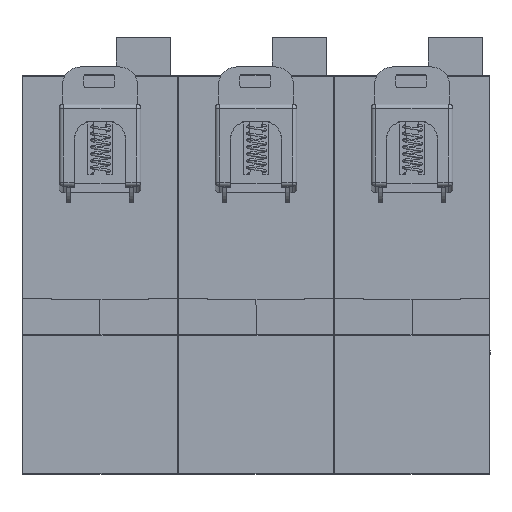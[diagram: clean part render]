
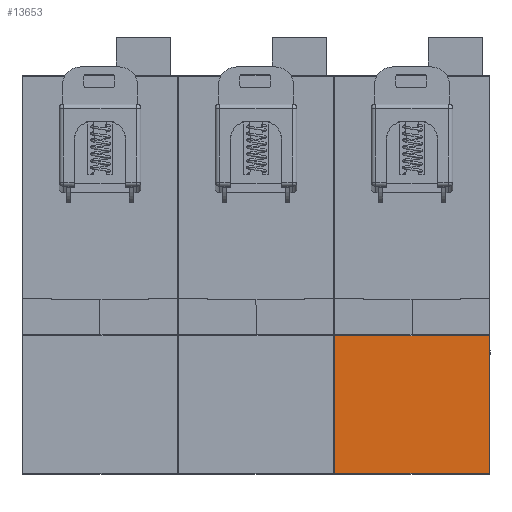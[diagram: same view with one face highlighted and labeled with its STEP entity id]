
A CAD part, top view. The second image highlights one B-rep face of the part: STEP entity #13653.
In plain terms, the highlighted planar face has unit normal (0, 0, 1).
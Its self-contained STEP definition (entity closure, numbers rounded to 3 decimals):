
#253 = VERTEX_POINT ( 'NONE', #25192 ) ;
#414 = EDGE_CURVE ( '����������� ������� Defeature2_90+����������� ������� Defeature2_104+����������� ������� Defeature2_45+����������� ������� Defeature2_103', #20619, #21874, #21613, .T. ) ;
#900 = EDGE_LOOP ( 'NONE', ( #3389, #9400, #3431, #19424, #4949 ) ) ;
#1254 = EDGE_CURVE ( '����������� ������� Defeature2_113+����������� ������� Defeature2_104+����������� ������� Defeature2_103+����������� ������� Defeature2_105', #21874, #21902, #17102, .T. ) ;
#1495 = PLANE ( 'NONE',  #5960 ) ;
#3068 = CARTESIAN_POINT ( 'NONE',  ( -17.513, -13.92, 33.257 ) ) ;
#3389 = ORIENTED_EDGE ( 'NONE', *, *, #15088, .F. ) ;
#3431 = ORIENTED_EDGE ( 'NONE', *, *, #414, .F. ) ;
#4053 = VECTOR ( 'NONE', #23356, 1000. ) ;
#4630 = CARTESIAN_POINT ( 'NONE',  ( 17.513, -45.292, 33.257 ) ) ;
#4949 = ORIENTED_EDGE ( 'NONE', *, *, #10907, .F. ) ;
#5960 = AXIS2_PLACEMENT_3D ( 'NONE', #15617, #9287, #11349 ) ;
#7946 = CARTESIAN_POINT ( 'NONE',  ( 17.513, -45.091, 33.257 ) ) ;
#8215 = EDGE_CURVE ( '����������� ������� Defeature2_89+����������� ������� Defeature2_104+����������� ������� Defeature2_47+����������� ������� Defeature2_45', #8865, #20619, #18211, .T. ) ;
#8865 = VERTEX_POINT ( 'NONE', #23940 ) ;
#9204 = DIRECTION ( 'NONE',  ( -1., 0., 0. ) ) ;
#9287 = DIRECTION ( 'NONE',  ( 0., 0., -1. ) ) ;
#9362 = CARTESIAN_POINT ( 'NONE',  ( -17.513, -45.091, 33.257 ) ) ;
#9400 = ORIENTED_EDGE ( 'NONE', *, *, #1254, .F. ) ;
#10209 = VECTOR ( 'NONE', #9204, 1000. ) ;
#10684 = VECTOR ( 'NONE', #18294, 1000. ) ;
#10907 = EDGE_CURVE ( '����������� ������� Defeature2_92+����������� ������� Defeature2_104+����������� ������� Defeature2_91+����������� ������� Defeature2_47', #253, #8865, #22391, .T. ) ;
#11349 = DIRECTION ( 'NONE',  ( -1., 0., 0. ) ) ;
#12715 = VECTOR ( 'NONE', #13149, 1000. ) ;
#13149 = DIRECTION ( 'NONE',  ( 0., 1., 0. ) ) ;
#13185 = CARTESIAN_POINT ( 'NONE',  ( -17.714, -45.091, 33.257 ) ) ;
#13653 = ADVANCED_FACE ( '����������� ������� Defeature2_104', ( #14912 ), #1495, .F. ) ;
#14912 = FACE_OUTER_BOUND ( 'NONE', #900, .T. ) ;
#15088 = EDGE_CURVE ( '����������� ������� Defeature2_91+����������� ������� Defeature2_104+����������� ������� Defeature2_105+����������� ������� Defeature2_92', #21902, #253, #16025, .T. ) ;
#15617 = CARTESIAN_POINT ( 'NONE',  ( -17.714, -45.292, 33.257 ) ) ;
#16025 = LINE ( 'NONE', #24297, #10684 ) ;
#16836 = DIRECTION ( 'NONE',  ( 0., -1., 0. ) ) ;
#17102 = LINE ( 'NONE', #25244, #12715 ) ;
#18211 = LINE ( 'NONE', #4630, #20772 ) ;
#18294 = DIRECTION ( 'NONE',  ( 1., 0.002, 0. ) ) ;
#19424 = ORIENTED_EDGE ( 'NONE', *, *, #8215, .F. ) ;
#20619 = VERTEX_POINT ( 'NONE', #7946 ) ;
#20772 = VECTOR ( 'NONE', #16836, 1000. ) ;
#21346 = CARTESIAN_POINT ( 'NONE',  ( 0., -13.89, 33.257 ) ) ;
#21613 = LINE ( 'NONE', #13185, #10209 ) ;
#21874 = VERTEX_POINT ( 'NONE', #9362 ) ;
#21902 = VERTEX_POINT ( 'NONE', #3068 ) ;
#22391 = LINE ( 'NONE', #21346, #4053 ) ;
#23356 = DIRECTION ( 'NONE',  ( 1., -0.002, 0. ) ) ;
#23940 = CARTESIAN_POINT ( 'NONE',  ( 17.513, -13.92, 33.257 ) ) ;
#24297 = CARTESIAN_POINT ( 'NONE',  ( -17.513, -13.92, 33.257 ) ) ;
#25192 = CARTESIAN_POINT ( 'NONE',  ( 0., -13.89, 33.257 ) ) ;
#25244 = CARTESIAN_POINT ( 'NONE',  ( -17.513, 0., 33.257 ) ) ;
